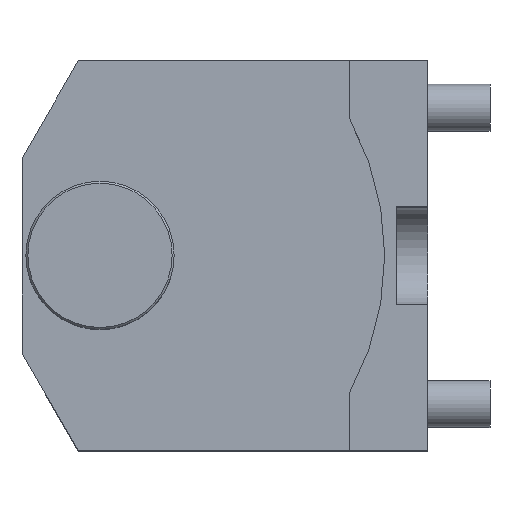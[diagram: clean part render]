
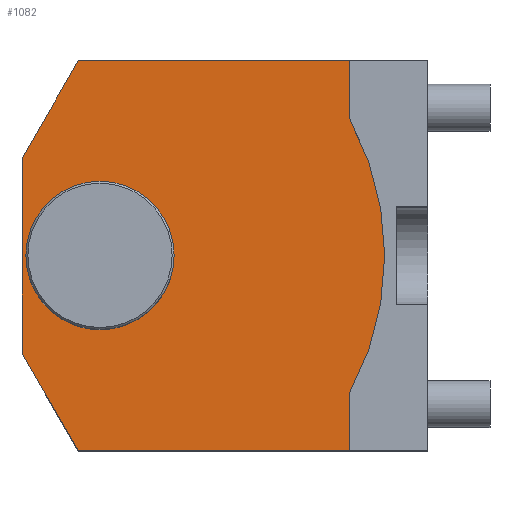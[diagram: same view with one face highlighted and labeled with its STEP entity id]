
A CAD part, top view. The second image highlights one B-rep face of the part: STEP entity #1082.
In plain terms, the highlighted planar face has unit normal (0, 0, 1).
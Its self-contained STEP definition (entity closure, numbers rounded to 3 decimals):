
#114=DIRECTION('',(1.,0.,0.));
#115=VECTOR('',#114,69.566);
#116=CARTESIAN_POINT('',(-89.566,50.,29.5));
#117=LINE('',#116,#115);
#118=DIRECTION('',(0.5,-0.866,0.));
#119=VECTOR('',#118,28.868);
#120=CARTESIAN_POINT('',(-104.,-25.,29.5));
#121=LINE('',#120,#119);
#122=DIRECTION('',(-0.5,-0.866,0.));
#123=VECTOR('',#122,28.868);
#124=CARTESIAN_POINT('',(-89.566,50.,29.5));
#125=LINE('',#124,#123);
#126=DIRECTION('',(0.,1.,0.));
#127=VECTOR('',#126,14.886);
#128=CARTESIAN_POINT('',(-20.,35.114,29.5));
#129=LINE('',#128,#127);
#130=CARTESIAN_POINT('',(-84.,0.,29.5));
#131=DIRECTION('',(0.,0.,1.));
#132=DIRECTION('',(0.877,-0.481,0.));
#133=AXIS2_PLACEMENT_3D('',#130,#131,#132);
#135=DIRECTION('',(0.,1.,0.));
#136=VECTOR('',#135,14.886);
#137=CARTESIAN_POINT('',(-20.,-50.,29.5));
#138=LINE('',#137,#136);
#139=CARTESIAN_POINT('',(-84.,0.,29.5));
#140=DIRECTION('',(0.,0.,1.));
#141=DIRECTION('',(0.,1.,0.));
#142=AXIS2_PLACEMENT_3D('',#139,#140,#141);
#144=CARTESIAN_POINT('',(-84.,0.,29.5));
#145=DIRECTION('',(0.,0.,1.));
#146=DIRECTION('',(0.,-1.,0.));
#147=AXIS2_PLACEMENT_3D('',#144,#145,#146);
#153=DIRECTION('',(1.,0.,0.));
#154=VECTOR('',#153,69.566);
#155=CARTESIAN_POINT('',(-89.566,-50.,29.5));
#156=LINE('',#155,#154);
#197=DIRECTION('',(0.,-1.,0.));
#198=VECTOR('',#197,50.);
#199=CARTESIAN_POINT('',(-104.,25.,29.5));
#200=LINE('',#199,#198);
#708=CARTESIAN_POINT('',(-104.,-25.,29.5));
#710=VERTEX_POINT('',#708);
#712=CARTESIAN_POINT('',(-104.,25.,29.5));
#714=VERTEX_POINT('',#712);
#715=CARTESIAN_POINT('',(-89.566,50.,29.5));
#717=VERTEX_POINT('',#715);
#721=CARTESIAN_POINT('',(-89.566,-50.,29.5));
#722=VERTEX_POINT('',#721);
#727=CARTESIAN_POINT('',(-20.,50.,29.5));
#728=VERTEX_POINT('',#727);
#729=CARTESIAN_POINT('',(-20.,-50.,29.5));
#730=VERTEX_POINT('',#729);
#731=CARTESIAN_POINT('',(-20.,-35.114,29.5));
#732=CARTESIAN_POINT('',(-20.,35.114,29.5));
#733=VERTEX_POINT('',#731);
#734=VERTEX_POINT('',#732);
#779=CARTESIAN_POINT('',(-84.,9.45,29.5));
#780=CARTESIAN_POINT('',(-84.,-9.45,29.5));
#781=VERTEX_POINT('',#779);
#782=VERTEX_POINT('',#780);
#1055=CARTESIAN_POINT('',(0.,0.,29.5));
#1056=DIRECTION('',(0.,0.,1.));
#1057=DIRECTION('',(0.,1.,0.));
#1058=AXIS2_PLACEMENT_3D('',#1055,#1056,#1057);
#1059=PLANE('',#1058);
#1061=ORIENTED_EDGE('',*,*,#1060,.F.);
#1063=ORIENTED_EDGE('',*,*,#1062,.F.);
#1064=ORIENTED_EDGE('',*,*,#1045,.F.);
#1065=ORIENTED_EDGE('',*,*,#1035,.T.);
#1067=ORIENTED_EDGE('',*,*,#1066,.F.);
#1069=ORIENTED_EDGE('',*,*,#1068,.F.);
#1071=ORIENTED_EDGE('',*,*,#1070,.F.);
#1073=ORIENTED_EDGE('',*,*,#1072,.F.);
#1074=EDGE_LOOP('',(#1061,#1063,#1064,#1065,#1067,#1069,#1071,#1073));
#1075=FACE_OUTER_BOUND('',#1074,.F.);
#1077=ORIENTED_EDGE('',*,*,#1076,.T.);
#1079=ORIENTED_EDGE('',*,*,#1078,.T.);
#1080=EDGE_LOOP('',(#1077,#1079));
#1081=FACE_BOUND('',#1080,.F.);
#1082=ADVANCED_FACE('',(#1075,#1081),#1059,.T.);
#134=CIRCLE('',#133,73.);
#143=CIRCLE('',#142,9.45);
#148=CIRCLE('',#147,9.45);
#1035=EDGE_CURVE('',#717,#728,#117,.T.);
#1045=EDGE_CURVE('',#717,#714,#125,.T.);
#1060=EDGE_CURVE('',#710,#722,#121,.T.);
#1062=EDGE_CURVE('',#714,#710,#200,.T.);
#1066=EDGE_CURVE('',#734,#728,#129,.T.);
#1068=EDGE_CURVE('',#733,#734,#134,.T.);
#1070=EDGE_CURVE('',#730,#733,#138,.T.);
#1072=EDGE_CURVE('',#722,#730,#156,.T.);
#1076=EDGE_CURVE('',#781,#782,#143,.T.);
#1078=EDGE_CURVE('',#782,#781,#148,.T.);
